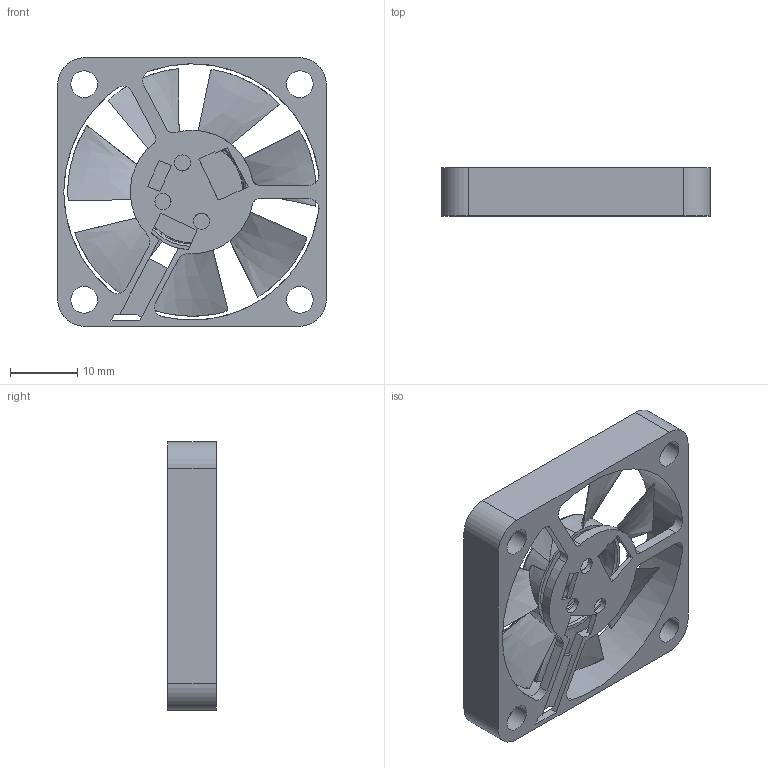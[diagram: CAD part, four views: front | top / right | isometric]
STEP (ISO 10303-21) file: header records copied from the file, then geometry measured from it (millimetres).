
FILE_DESCRIPTION((''),'2;1');
FILE_NAME('DC-A-40X40X07_ASM','2022-03-02T15:36:25',('Administrator'),(''),'CREO PARAMETRIC BY PTC INC, 2021164','CREO PARAMETRIC BY PTC INC, 2021164','');
FILE_SCHEMA(('CONFIG_CONTROL_DESIGN'));
Length unit declared in the file: millimetre
Products named in the file (4): 4007FKXIN_1; 4007YE_1; ASM0001_ASM_1_ASM; DC-A-40X40X07_ASM
Assembly tree (3 placements, depth 3):
  DC-A-40X40X07_ASM
    ASM0001_ASM_1_ASM
      4007FKXIN_1
      4007YE_1
Bounding box: 40 x 7.2 x 40 mm (x, y, z)
Volume: 3494.2 mm3; surface area: 6295.3 mm2
Topology: 2 solids, 2 shells, 207 faces, 618 edges, 416 vertices
Faces by surface type: plane 79, cylinder 79, bspline 28, cone 13, torus 8
Entity records: 12783 total; most frequent: CARTESIAN_POINT 7214, ORIENTED_EDGE 1236, DIRECTION 1057, EDGE_CURVE 618, VERTEX_POINT 416, AXIS2_PLACEMENT_3D 413, EDGE_LOOP 236, VECTOR 231
